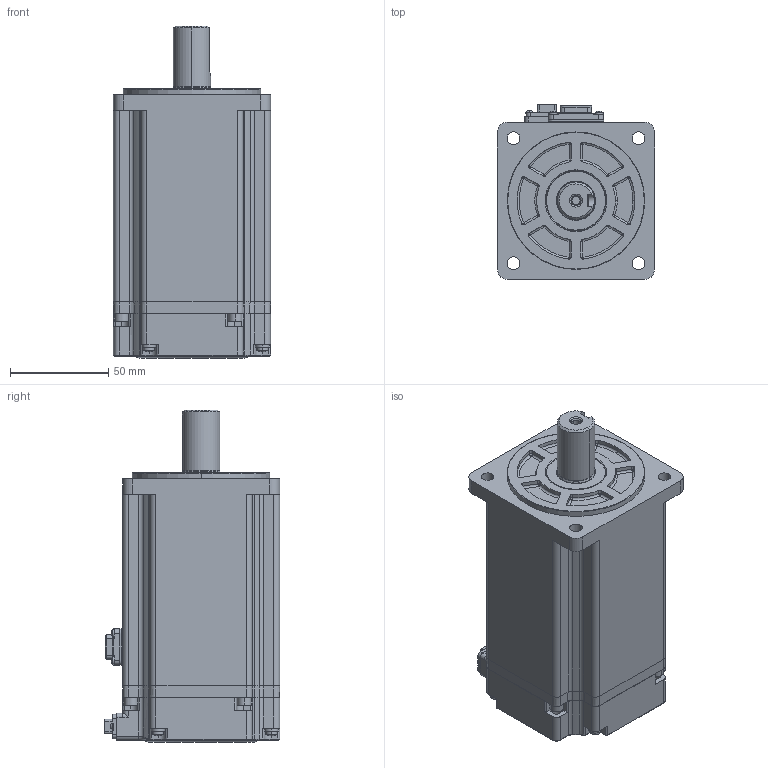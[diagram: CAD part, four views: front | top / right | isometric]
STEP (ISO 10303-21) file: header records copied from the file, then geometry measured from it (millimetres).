
FILE_DESCRIPTION (( 'STEP AP203' ), '1' );
FILE_NAME ('MS6H-80TH30B3-21P0.STEP', '2024-01-22T03:15:41', ( '' ), ( '' ), 'SwSTEP 2.0', 'SolidWorks 2022', '' );
FILE_SCHEMA (( 'CONFIG_CONTROL_DESIGN' ));
Length unit declared in the file: millimetre
Products named in the file (1): MS6H-80TH30B3-21P0
Bounding box: 80 x 89.3 x 169 mm (x, y, z)
Surface area: 62645.5 mm2 (no closed solid volume)
Topology: 0 solids, 30 shells, 818 faces, 2643 edges, 1830 vertices
Faces by surface type: plane 369, cylinder 278, torus 70, cone 47, sphere 44, bspline 10
Entity records: 29742 total; most frequent: CARTESIAN_POINT 6200, DIRECTION 5251, ORIENTED_EDGE 4339, EDGE_CURVE 2618, AXIS2_PLACEMENT_3D 1871, VERTEX_POINT 1818, LINE 1509, VECTOR 1509
